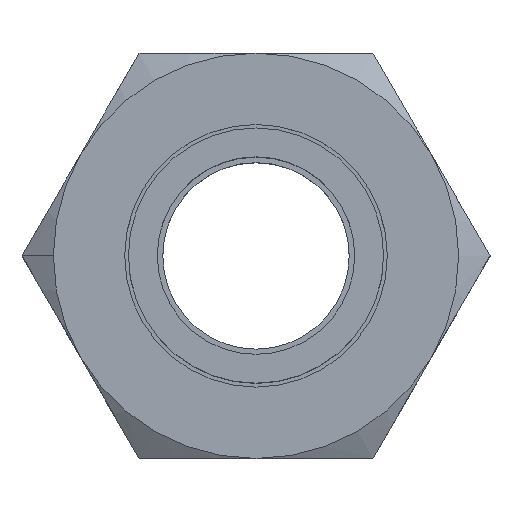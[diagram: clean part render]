
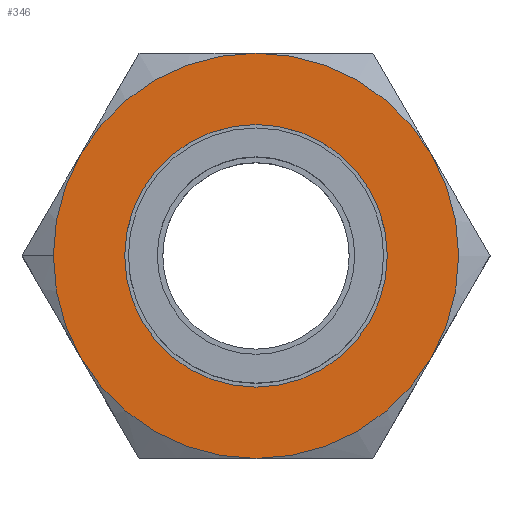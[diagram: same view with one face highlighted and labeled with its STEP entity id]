
A CAD part, top view. The second image highlights one B-rep face of the part: STEP entity #346.
In plain terms, the highlighted planar face has unit normal (0, 0, 1).
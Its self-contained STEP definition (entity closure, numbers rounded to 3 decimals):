
#3 = VERTEX_POINT ( 'NONE', #513 ) ;
#13 = EDGE_CURVE ( 'NONE', #3, #909, #549, .T. ) ;
#38 = VERTEX_POINT ( 'NONE', #609 ) ;
#42 = EDGE_CURVE ( 'NONE', #43, #38, #604, .T. ) ;
#43 = VERTEX_POINT ( 'NONE', #599 ) ;
#345 = EDGE_CURVE ( 'NONE', #38, #43, #1229, .T. ) ;
#346 = ADVANCED_FACE ( 'NONE', ( #1221, #1220 ), #1219, .F. ) ;
#347 = EDGE_LOOP ( 'NONE', ( #348, #404 ) ) ;
#348 = ORIENTED_EDGE ( 'NONE', *, *, #345, .F. ) ;
#404 = ORIENTED_EDGE ( 'NONE', *, *, #42, .F. ) ;
#405 = EDGE_LOOP ( 'NONE', ( #406, #407, #408, #409, #410, #411, #412 ) ) ;
#406 = ORIENTED_EDGE ( 'NONE', *, *, #2326, .T. ) ;
#407 = ORIENTED_EDGE ( 'NONE', *, *, #935, .T. ) ;
#408 = ORIENTED_EDGE ( 'NONE', *, *, #13, .T. ) ;
#409 = ORIENTED_EDGE ( 'NONE', *, *, #936, .T. ) ;
#410 = ORIENTED_EDGE ( 'NONE', *, *, #913, .T. ) ;
#411 = ORIENTED_EDGE ( 'NONE', *, *, #2342, .T. ) ;
#412 = ORIENTED_EDGE ( 'NONE', *, *, #2355, .T. ) ;
#502 = CARTESIAN_POINT ( 'NONE',  ( 0., 0., 6.75 ) ) ;
#513 = CARTESIAN_POINT ( 'NONE',  ( -11.691, 6.75, 6.75 ) ) ;
#546 = DIRECTION ( 'NONE',  ( 1., 0., 0. ) ) ;
#547 = DIRECTION ( 'NONE',  ( 0., 0., 1. ) ) ;
#548 = AXIS2_PLACEMENT_3D ( 'NONE', #502, #547, #546 ) ;
#549 = CIRCLE ( 'NONE', #548, 13.5 ) ;
#599 = CARTESIAN_POINT ( 'NONE',  ( -8.75, 0., 6.75 ) ) ;
#600 = DIRECTION ( 'NONE',  ( 1., 0., 0. ) ) ;
#601 = DIRECTION ( 'NONE',  ( 0., 0., 1. ) ) ;
#602 = CARTESIAN_POINT ( 'NONE',  ( 0., 0., 6.75 ) ) ;
#603 = AXIS2_PLACEMENT_3D ( 'NONE', #602, #601, #600 ) ;
#604 = CIRCLE ( 'NONE', #603, 8.75 ) ;
#609 = CARTESIAN_POINT ( 'NONE',  ( 8.75, 0., 6.75 ) ) ;
#909 = VERTEX_POINT ( 'NONE', #1578 ) ;
#910 = VERTEX_POINT ( 'NONE', #1577 ) ;
#913 = EDGE_CURVE ( 'NONE', #910, #923, #1575, .T. ) ;
#923 = VERTEX_POINT ( 'NONE', #1616 ) ;
#935 = EDGE_CURVE ( 'NONE', #2324, #3, #1639, .T. ) ;
#936 = EDGE_CURVE ( 'NONE', #909, #910, #1634, .T. ) ;
#1214 = DIRECTION ( 'NONE',  ( -1., 0., 0. ) ) ;
#1215 = DIRECTION ( 'NONE',  ( 0., 0., -1. ) ) ;
#1216 = AXIS2_PLACEMENT_3D ( 'NONE', #1218, #1215, #1214 ) ;
#1218 = CARTESIAN_POINT ( 'NONE',  ( 0., 13.5, 6.75 ) ) ;
#1219 = PLANE ( 'NONE',  #1216 ) ;
#1220 = FACE_OUTER_BOUND ( 'NONE', #405, .T. ) ;
#1221 = FACE_BOUND ( 'NONE', #347, .T. ) ;
#1222 = DIRECTION ( 'NONE',  ( 1., 0., 0. ) ) ;
#1223 = DIRECTION ( 'NONE',  ( 0., 0., 1. ) ) ;
#1224 = CARTESIAN_POINT ( 'NONE',  ( 0., 0., 6.75 ) ) ;
#1225 = AXIS2_PLACEMENT_3D ( 'NONE', #1224, #1223, #1222 ) ;
#1229 = CIRCLE ( 'NONE', #1225, 8.75 ) ;
#1571 = DIRECTION ( 'NONE',  ( 1., 0., 0. ) ) ;
#1572 = DIRECTION ( 'NONE',  ( 0., 0., 1. ) ) ;
#1573 = CARTESIAN_POINT ( 'NONE',  ( 0., 0., 6.75 ) ) ;
#1574 = AXIS2_PLACEMENT_3D ( 'NONE', #1573, #1572, #1571 ) ;
#1575 = CIRCLE ( 'NONE', #1574, 13.5 ) ;
#1577 = CARTESIAN_POINT ( 'NONE',  ( -11.691, -6.75, 6.75 ) ) ;
#1578 = CARTESIAN_POINT ( 'NONE',  ( -13.5, 0., 6.75 ) ) ;
#1616 = CARTESIAN_POINT ( 'NONE',  ( 0., -13.5, 6.75 ) ) ;
#1630 = DIRECTION ( 'NONE',  ( 1., 0., 0. ) ) ;
#1631 = DIRECTION ( 'NONE',  ( 0., 0., 1. ) ) ;
#1632 = CARTESIAN_POINT ( 'NONE',  ( 0., 0., 6.75 ) ) ;
#1633 = AXIS2_PLACEMENT_3D ( 'NONE', #1632, #1631, #1630 ) ;
#1634 = CIRCLE ( 'NONE', #1633, 13.5 ) ;
#1635 = DIRECTION ( 'NONE',  ( 1., 0., 0. ) ) ;
#1636 = DIRECTION ( 'NONE',  ( 0., 0., 1. ) ) ;
#1637 = CARTESIAN_POINT ( 'NONE',  ( 0., 0., 6.75 ) ) ;
#1638 = AXIS2_PLACEMENT_3D ( 'NONE', #1637, #1636, #1635 ) ;
#1639 = CIRCLE ( 'NONE', #1638, 13.5 ) ;
#1705 = CARTESIAN_POINT ( 'NONE',  ( 11.691, 6.75, 6.75 ) ) ;
#1706 = DIRECTION ( 'NONE',  ( 1., 0., 0. ) ) ;
#1707 = DIRECTION ( 'NONE',  ( 0., 0., 1. ) ) ;
#1708 = CARTESIAN_POINT ( 'NONE',  ( 0., 0., 6.75 ) ) ;
#1709 = AXIS2_PLACEMENT_3D ( 'NONE', #1708, #1707, #1706 ) ;
#1710 = CIRCLE ( 'NONE', #1709, 13.5 ) ;
#1711 = CARTESIAN_POINT ( 'NONE',  ( 0., 13.5, 6.75 ) ) ;
#1719 = DIRECTION ( 'NONE',  ( 1., 0., 0. ) ) ;
#1720 = DIRECTION ( 'NONE',  ( 0., 0., 1. ) ) ;
#1721 = AXIS2_PLACEMENT_3D ( 'NONE', #1732, #1720, #1719 ) ;
#1730 = CIRCLE ( 'NONE', #1721, 13.5 ) ;
#1732 = CARTESIAN_POINT ( 'NONE',  ( 0., 0., 6.75 ) ) ;
#1735 = DIRECTION ( 'NONE',  ( 0., 0., 1. ) ) ;
#1736 = CARTESIAN_POINT ( 'NONE',  ( 0., 0., 6.75 ) ) ;
#1737 = AXIS2_PLACEMENT_3D ( 'NONE', #1736, #1735, #1782 ) ;
#1747 = CIRCLE ( 'NONE', #1737, 13.5 ) ;
#1763 = CARTESIAN_POINT ( 'NONE',  ( 11.691, -6.75, 6.75 ) ) ;
#1782 = DIRECTION ( 'NONE',  ( 1., 0., 0. ) ) ;
#2324 = VERTEX_POINT ( 'NONE', #1711 ) ;
#2326 = EDGE_CURVE ( 'NONE', #2331, #2324, #1710, .T. ) ;
#2331 = VERTEX_POINT ( 'NONE', #1705 ) ;
#2342 = EDGE_CURVE ( 'NONE', #923, #2348, #1730, .T. ) ;
#2348 = VERTEX_POINT ( 'NONE', #1763 ) ;
#2355 = EDGE_CURVE ( 'NONE', #2348, #2331, #1747, .T. ) ;
